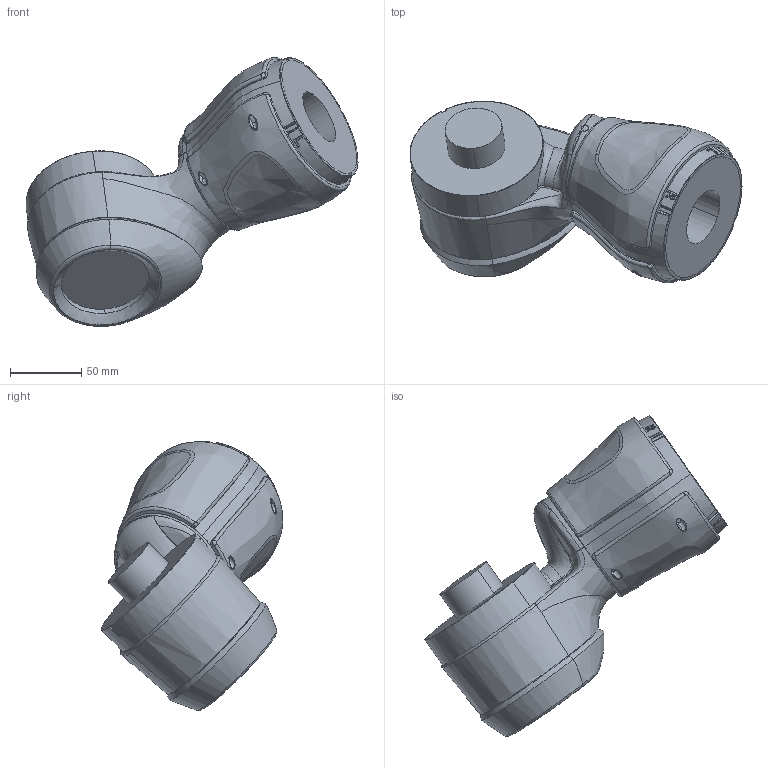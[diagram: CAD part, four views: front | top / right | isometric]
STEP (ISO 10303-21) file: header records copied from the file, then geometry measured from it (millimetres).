
FILE_DESCRIPTION (( 'STEP AP214' ), '1' );
FILE_NAME ('Link2_R3.0.STEP', '2015-02-09T06:20:05', ( 'ABB' ), ( 'ABB' ), 'SwSTEP 2.0', 'SolidWorks 2012', '' );
FILE_SCHEMA (( 'AUTOMOTIVE_DESIGN' ));
Length unit declared in the file: millimetre
Products named in the file (1): Link2_R3.0
Bounding box: 232.91 x 127.48 x 188.63 mm (x, y, z)
Volume: 1410270.1 mm3; surface area: 97767.2 mm2
Topology: 1 solids, 1 shells, 468 faces, 1152 edges, 702 vertices
Faces by surface type: bspline 405, cone 28, plane 24, cylinder 11
Entity records: 99484 total; most frequent: CARTESIAN_POINT 86707, ORIENTED_EDGE 2304, EDGE_CURVE 1152, B_SPLINE_CURVE_WITH_KNOTS 903, VERTEX_POINT 702, EDGE_LOOP 484, UNCERTAINTY_MEASURE_WITH_UNIT 471, SURFACE_STYLE_FILL_AREA 470
